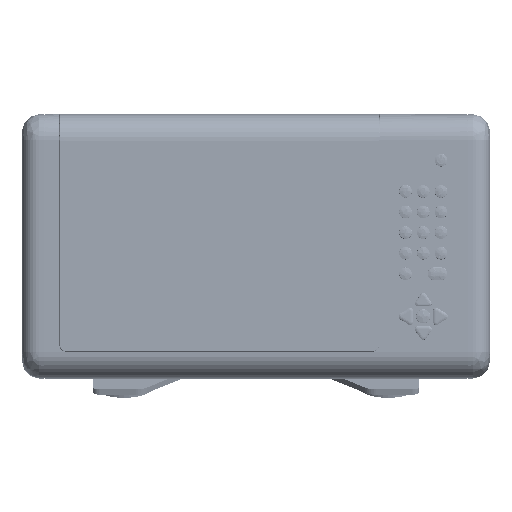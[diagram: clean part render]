
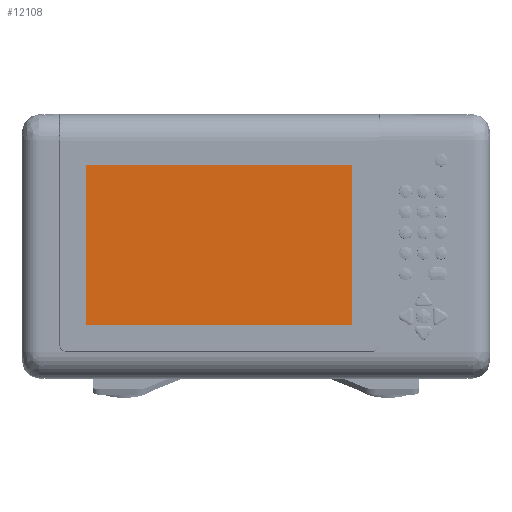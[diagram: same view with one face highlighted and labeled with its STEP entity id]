
A CAD part, top view. The second image highlights one B-rep face of the part: STEP entity #12108.
In plain terms, the highlighted planar face has unit normal (0, 0, 1).
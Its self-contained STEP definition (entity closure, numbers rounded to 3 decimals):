
#11757=DIRECTION('',(-1.,0.,0.));
#11758=VECTOR('',#11757,186.8);
#11759=CARTESIAN_POINT('',(205.8,-51.56,18.59));
#11760=LINE('',#11759,#11758);
#11761=DIRECTION('',(0.,1.,0.));
#11762=VECTOR('',#11761,112.9);
#11763=CARTESIAN_POINT('',(19.,-51.56,18.59));
#11764=LINE('',#11763,#11762);
#11765=DIRECTION('',(1.,0.,0.));
#11766=VECTOR('',#11765,186.8);
#11767=CARTESIAN_POINT('',(19.,61.34,18.59));
#11768=LINE('',#11767,#11766);
#11769=DIRECTION('',(0.,-1.,0.));
#11770=VECTOR('',#11769,112.9);
#11771=CARTESIAN_POINT('',(205.8,61.34,18.59));
#11772=LINE('',#11771,#11770);
#11913=CARTESIAN_POINT('',(19.,-51.56,18.59));
#11914=CARTESIAN_POINT('',(205.8,-51.56,18.59));
#11915=VERTEX_POINT('',#11913);
#11916=VERTEX_POINT('',#11914);
#11917=CARTESIAN_POINT('',(205.8,61.34,18.59));
#11918=VERTEX_POINT('',#11917);
#11919=CARTESIAN_POINT('',(19.,61.34,18.59));
#11920=VERTEX_POINT('',#11919);
#12093=CARTESIAN_POINT('',(1.9,-68.1,18.59));
#12094=DIRECTION('',(0.,0.,1.));
#12095=DIRECTION('',(1.,0.,0.));
#12096=AXIS2_PLACEMENT_3D('',#12093,#12094,#12095);
#12097=PLANE('',#12096);
#12099=ORIENTED_EDGE('',*,*,#12098,.T.);
#12101=ORIENTED_EDGE('',*,*,#12100,.T.);
#12103=ORIENTED_EDGE('',*,*,#12102,.T.);
#12105=ORIENTED_EDGE('',*,*,#12104,.T.);
#12106=EDGE_LOOP('',(#12099,#12101,#12103,#12105));
#12107=FACE_OUTER_BOUND('',#12106,.F.);
#12108=ADVANCED_FACE('',(#12107),#12097,.T.);
#12098=EDGE_CURVE('',#11916,#11915,#11760,.T.);
#12100=EDGE_CURVE('',#11915,#11920,#11764,.T.);
#12102=EDGE_CURVE('',#11920,#11918,#11768,.T.);
#12104=EDGE_CURVE('',#11918,#11916,#11772,.T.);
